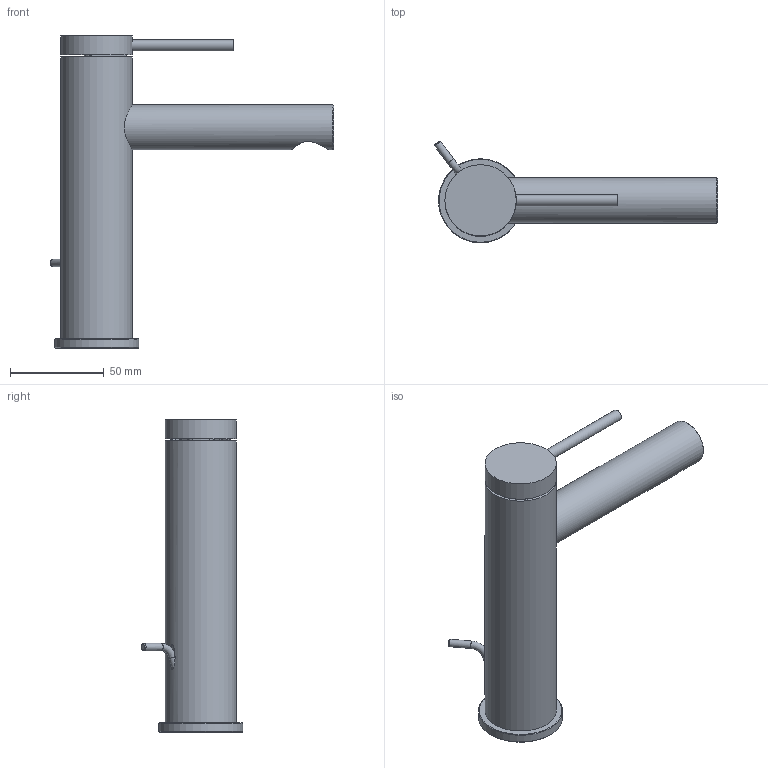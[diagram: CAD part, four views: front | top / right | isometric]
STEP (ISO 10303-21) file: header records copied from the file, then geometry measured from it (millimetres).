
FILE_DESCRIPTION(/* description */ (''),/* implementation_level */ '2;1');
FILE_NAME(/* name */ '3D_TVW106102153_Dawn Abdeckung am Auslauf fehlt.step',/* time_stamp */ '2023-02-22T17:23:51+01:00',/* author */ (''),/* organization */ (''),/* preprocessor_version */ 'ST-DEVELOPER v19.2',/* originating_system */ 'Autodesk Translation Framework v11.17.0.187',/* authorisation */ '');
FILE_SCHEMA (('AUTOMOTIVE_DESIGN { 1 0 10303 214 3 1 1 }'));
Length unit declared in the file: millimetre
Products named in the file (11): (Nicht gespeichert); 16002692_ASM; 11000115; 12000701; 16002456_ASM; 03000255; 03000219; 12000518; 10000313; Komponente9; Komponente10
Assembly tree (10 placements, depth 3):
  (Nicht gespeichert)
    16002692_ASM
      11000115
    12000701
    16002456_ASM
      03000255
      03000219
    12000518
    10000313
    Komponente9
    Komponente10
Bounding box: 150.8 x 54.16 x 166.2 mm (x, y, z)
Volume: 235853.6 mm3; surface area: 44816.3 mm2
Topology: 8 solids, 9 shells, 282 faces, 643 edges, 387 vertices
Faces by surface type: plane 88, cylinder 71, bspline 55, torus 26, cone 22, sphere 20
Full cylindrical faces by diameter (mm): 4 x2, 4.5 x1, 5 x1, 5.9 x1, 6.2 x1, 7.8 x1, 14.7 x1, 15.1 x2, 16.3 x1, 16.5 x1, 16.75 x1, 24 x1, 33.2 x1, 35 x2, 38 x2, 44.8 x1
Entity records: 17389 total; most frequent: CARTESIAN_POINT 10875, DIRECTION 1373, ORIENTED_EDGE 1283, EDGE_CURVE 642, AXIS2_PLACEMENT_3D 578, VERTEX_POINT 387, CIRCLE 317, EDGE_LOOP 296
